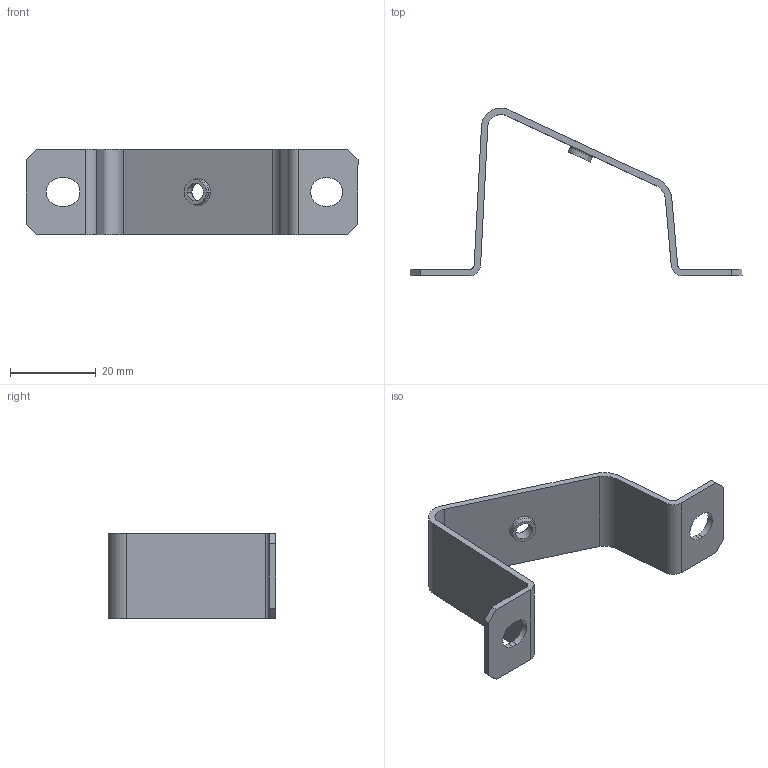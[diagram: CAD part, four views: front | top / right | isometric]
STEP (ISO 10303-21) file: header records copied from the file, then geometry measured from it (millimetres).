
FILE_DESCRIPTION (( 'STEP AP203' ), '1' );
FILE_NAME ('Ray Taþýyýcý.STEP', '2019-03-27T12:24:42', ( '' ), ( '' ), 'SwSTEP 2.0', 'SolidWorks 2011', '' );
FILE_SCHEMA (( 'CONFIG_CONTROL_DESIGN' ));
Length unit declared in the file: millimetre
Products named in the file (1): Ray Taþýyýcý
Bounding box: 77.6 x 39.2 x 20 mm (x, y, z)
Volume: 3817.1 mm3; surface area: 5650.4 mm2
Topology: 1 solids, 1 shells, 45 faces, 122 edges, 80 vertices
Faces by surface type: plane 23, cylinder 18, bspline 4
Entity records: 1697 total; most frequent: CARTESIAN_POINT 456, ORIENTED_EDGE 244, DIRECTION 242, EDGE_CURVE 122, AXIS2_PLACEMENT_3D 82, VERTEX_POINT 80, LINE 78, VECTOR 78
